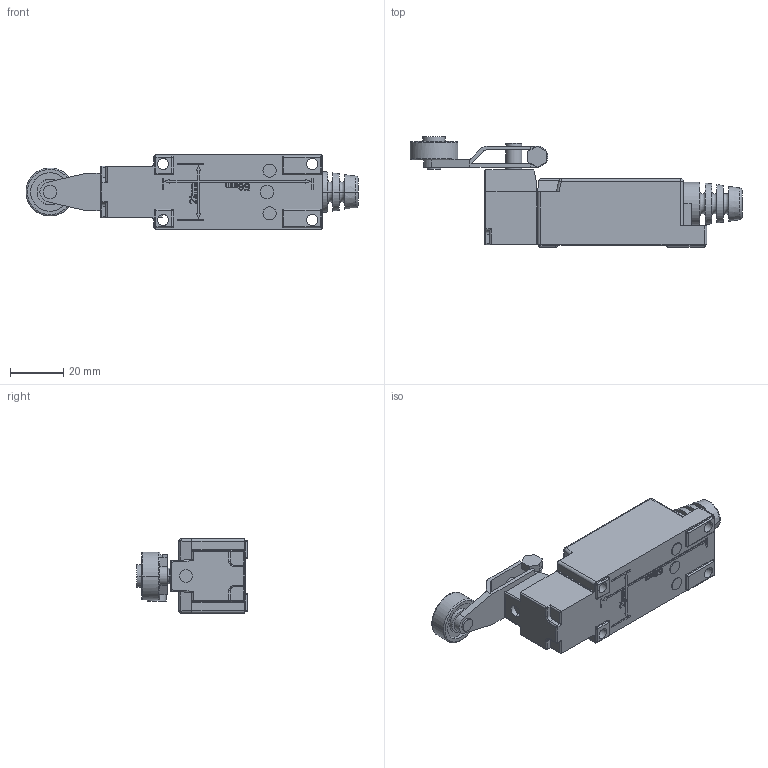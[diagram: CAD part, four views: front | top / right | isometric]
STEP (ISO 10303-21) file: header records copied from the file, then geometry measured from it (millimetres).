
FILE_DESCRIPTION((''),'2;1');
FILE_NAME('LA167-Z8-104T','2023-10-10T',('Administrator'),('zyb.com'),'PRO/ENGINEER BY PARAMETRIC TECHNOLOGY CORPORATION, 2010280','PRO/ENGINEER BY PARAMETRIC TECHNOLOGY CORPORATION, 2010280','');
FILE_SCHEMA(('CONFIG_CONTROL_DESIGN'));
Length unit declared in the file: millimetre
Products named in the file (1): LA167-Z8-104T
Bounding box: 124.7 x 41.5 x 28 mm (x, y, z)
Volume: 54305.5 mm3; surface area: 15760.3 mm2
Topology: 1 solids, 1 shells, 627 faces, 1689 edges, 1092 vertices
Faces by surface type: plane 458, cylinder 126, sphere 24, torus 13, cone 6
Entity records: 19558 total; most frequent: CARTESIAN_POINT 3556, ORIENTED_EDGE 3378, DIRECTION 3208, EDGE_CURVE 1689, VECTOR 1376, LINE 1376, VERTEX_POINT 1092, AXIS2_PLACEMENT_3D 916
